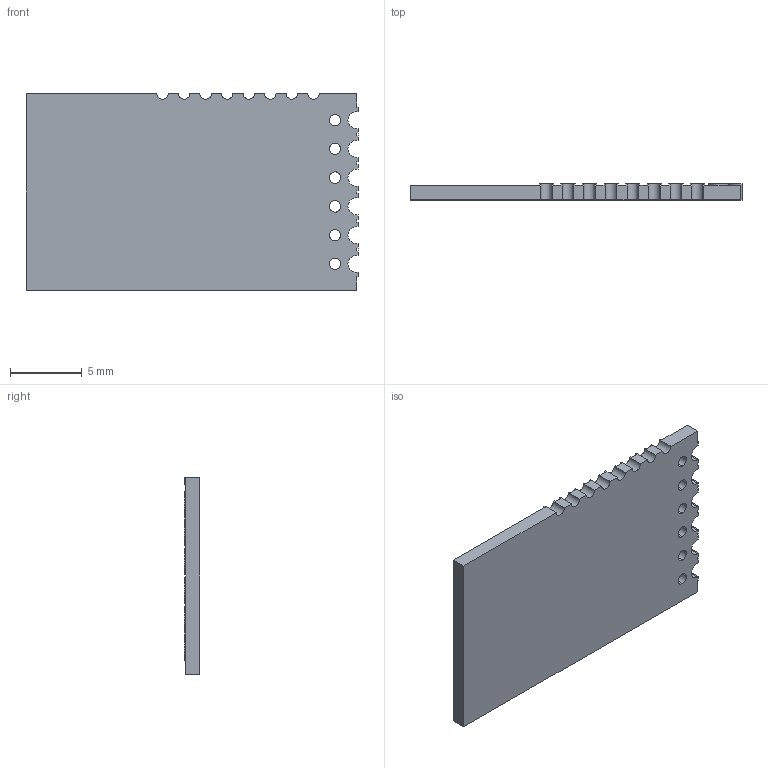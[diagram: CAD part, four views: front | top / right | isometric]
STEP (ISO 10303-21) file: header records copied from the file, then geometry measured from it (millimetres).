
FILE_DESCRIPTION (( 'STEP AP214' ), '1' );
FILE_NAME ('User Library-JDY-40.STEP', '2022-04-04T05:49:03', ( '' ), ( '' ), 'SwSTEP 2.0', 'SolidWorks 2021', '' );
FILE_SCHEMA (( 'AUTOMOTIVE_DESIGN' ));
Length unit declared in the file: millimetre
Products named in the file (1): User Library-JDY-40
Bounding box: 23.1 x 1.1 x 13.7 mm (x, y, z)
Volume: 308.3 mm3; surface area: 722.4 mm2
Topology: 1 solids, 1 shells, 150 faces, 432 edges, 284 vertices
Faces by surface type: plane 94, cylinder 56
Entity records: 5190 total; most frequent: CARTESIAN_POINT 867, ORIENTED_EDGE 864, DIRECTION 846, EDGE_CURVE 432, VECTOR 320, LINE 320, VERTEX_POINT 284, AXIS2_PLACEMENT_3D 263
